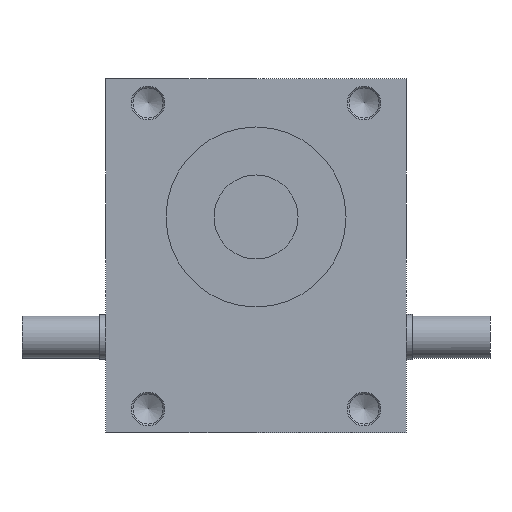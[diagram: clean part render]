
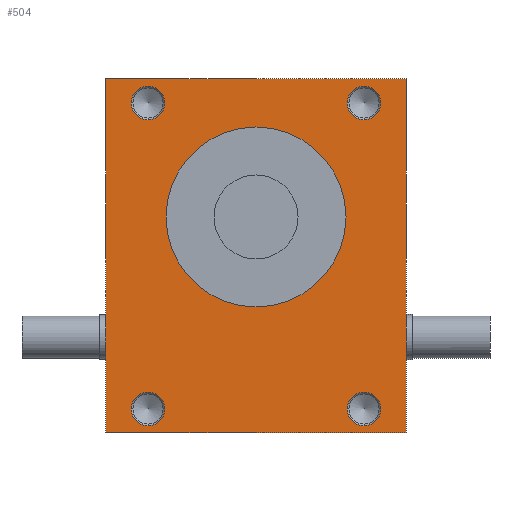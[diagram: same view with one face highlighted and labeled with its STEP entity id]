
A CAD part, front view. The second image highlights one B-rep face of the part: STEP entity #504.
In plain terms, the highlighted planar face has unit normal (0, -1, 0).
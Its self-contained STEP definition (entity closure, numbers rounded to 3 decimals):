
#504 = ADVANCED_FACE( '', ( #1041, #1042, #1043, #1044, #1045, #1046 ), #1047, .F. );
#1041 = FACE_BOUND( '', #1596, .T. );
#1042 = FACE_BOUND( '', #1597, .T. );
#1043 = FACE_BOUND( '', #1598, .T. );
#1044 = FACE_BOUND( '', #1599, .T. );
#1045 = FACE_BOUND( '', #1600, .T. );
#1046 = FACE_OUTER_BOUND( '', #1601, .T. );
#1047 = PLANE( '', #1602 );
#1596 = EDGE_LOOP( '', ( #2808 ) );
#1597 = EDGE_LOOP( '', ( #2809 ) );
#1598 = EDGE_LOOP( '', ( #2810 ) );
#1599 = EDGE_LOOP( '', ( #2811 ) );
#1600 = EDGE_LOOP( '', ( #2812 ) );
#1601 = EDGE_LOOP( '', ( #2813, #2814, #2815, #2816 ) );
#1602 = AXIS2_PLACEMENT_3D( '', #2817, #2818, #2819 );
#2808 = ORIENTED_EDGE( '', *, *, #3397, .F. );
#2809 = ORIENTED_EDGE( '', *, *, #3393, .F. );
#2810 = ORIENTED_EDGE( '', *, *, #3234, .F. );
#2811 = ORIENTED_EDGE( '', *, *, #3544, .F. );
#2812 = ORIENTED_EDGE( '', *, *, #3152, .T. );
#2813 = ORIENTED_EDGE( '', *, *, #3366, .T. );
#2814 = ORIENTED_EDGE( '', *, *, #3462, .F. );
#2815 = ORIENTED_EDGE( '', *, *, #3567, .F. );
#2816 = ORIENTED_EDGE( '', *, *, #3138, .T. );
#2817 = CARTESIAN_POINT( '', ( -250., -185., 295. ) );
#2818 = DIRECTION( '', ( 0., 1., 0. ) );
#2819 = DIRECTION( '', ( 0., 0., 1. ) );
#3138 = EDGE_CURVE( '', #3711, #3709, #3712, .T. );
#3152 = EDGE_CURVE( '', #3734, #3734, #3735, .T. );
#3234 = EDGE_CURVE( '', #3873, #3873, #3874, .T. );
#3366 = EDGE_CURVE( '', #3709, #4065, #4067, .T. );
#3393 = EDGE_CURVE( '', #4104, #4104, #4105, .T. );
#3397 = EDGE_CURVE( '', #4110, #4110, #4111, .T. );
#3462 = EDGE_CURVE( '', #4204, #4065, #4206, .T. );
#3544 = EDGE_CURVE( '', #4315, #4315, #4316, .T. );
#3567 = EDGE_CURVE( '', #3711, #4204, #4342, .T. );
#3709 = VERTEX_POINT( '', #4560 );
#3711 = VERTEX_POINT( '', #4563 );
#3712 = LINE( '', #4564, #4565 );
#3734 = VERTEX_POINT( '', #4594 );
#3735 = CIRCLE( '', #4595, 150. );
#3873 = VERTEX_POINT( '', #4775 );
#3874 = CIRCLE( '', #4776, 28. );
#4065 = VERTEX_POINT( '', #5072 );
#4067 = LINE( '', #5075, #5076 );
#4104 = VERTEX_POINT( '', #5123 );
#4105 = CIRCLE( '', #5124, 28. );
#4110 = VERTEX_POINT( '', #5129 );
#4111 = CIRCLE( '', #5130, 28. );
#4204 = VERTEX_POINT( '', #5258 );
#4206 = LINE( '', #5261, #5262 );
#4315 = VERTEX_POINT( '', #5410 );
#4316 = CIRCLE( '', #5411, 28. );
#4342 = LINE( '', #5445, #5446 );
#4560 = CARTESIAN_POINT( '', ( -250., -185., -295. ) );
#4563 = CARTESIAN_POINT( '', ( -250., -185., 295. ) );
#4564 = CARTESIAN_POINT( '', ( -250., -185., 295. ) );
#4565 = VECTOR( '', #5570, 1000. );
#4594 = CARTESIAN_POINT( '', ( 150., -185., 65. ) );
#4595 = AXIS2_PLACEMENT_3D( '', #5587, #5588, #5589 );
#4775 = CARTESIAN_POINT( '', ( 180., -185., 227. ) );
#4776 = AXIS2_PLACEMENT_3D( '', #5689, #5690, #5691 );
#5072 = CARTESIAN_POINT( '', ( 250., -185., -295. ) );
#5075 = CARTESIAN_POINT( '', ( -250., -185., -295. ) );
#5076 = VECTOR( '', #5840, 1000. );
#5123 = CARTESIAN_POINT( '', ( -180., -185., 227. ) );
#5124 = AXIS2_PLACEMENT_3D( '', #5869, #5870, #5871 );
#5129 = CARTESIAN_POINT( '', ( -180., -185., -283. ) );
#5130 = AXIS2_PLACEMENT_3D( '', #5875, #5876, #5877 );
#5258 = CARTESIAN_POINT( '', ( 250., -185., 295. ) );
#5261 = CARTESIAN_POINT( '', ( 250., -185., 295. ) );
#5262 = VECTOR( '', #5950, 1000. );
#5410 = CARTESIAN_POINT( '', ( 180., -185., -283. ) );
#5411 = AXIS2_PLACEMENT_3D( '', #6050, #6051, #6052 );
#5445 = CARTESIAN_POINT( '', ( -250., -185., 295. ) );
#5446 = VECTOR( '', #6070, 1000. );
#5570 = DIRECTION( '', ( 0., 0., -1. ) );
#5587 = CARTESIAN_POINT( '', ( 0., -185., 65. ) );
#5588 = DIRECTION( '', ( 0., 1., 0. ) );
#5589 = DIRECTION( '', ( 1., 0., 0. ) );
#5689 = CARTESIAN_POINT( '', ( 180., -185., 255. ) );
#5690 = DIRECTION( '', ( 0., -1., 0. ) );
#5691 = DIRECTION( '', ( 0., 0., -1. ) );
#5840 = DIRECTION( '', ( 1., 0., 0. ) );
#5869 = CARTESIAN_POINT( '', ( -180., -185., 255. ) );
#5870 = DIRECTION( '', ( 0., -1., 0. ) );
#5871 = DIRECTION( '', ( 0., 0., -1. ) );
#5875 = CARTESIAN_POINT( '', ( -180., -185., -255. ) );
#5876 = DIRECTION( '', ( 0., -1., 0. ) );
#5877 = DIRECTION( '', ( 0., 0., -1. ) );
#5950 = DIRECTION( '', ( 0., 0., -1. ) );
#6050 = CARTESIAN_POINT( '', ( 180., -185., -255. ) );
#6051 = DIRECTION( '', ( 0., -1., 0. ) );
#6052 = DIRECTION( '', ( 0., 0., -1. ) );
#6070 = DIRECTION( '', ( 1., 0., 0. ) );
